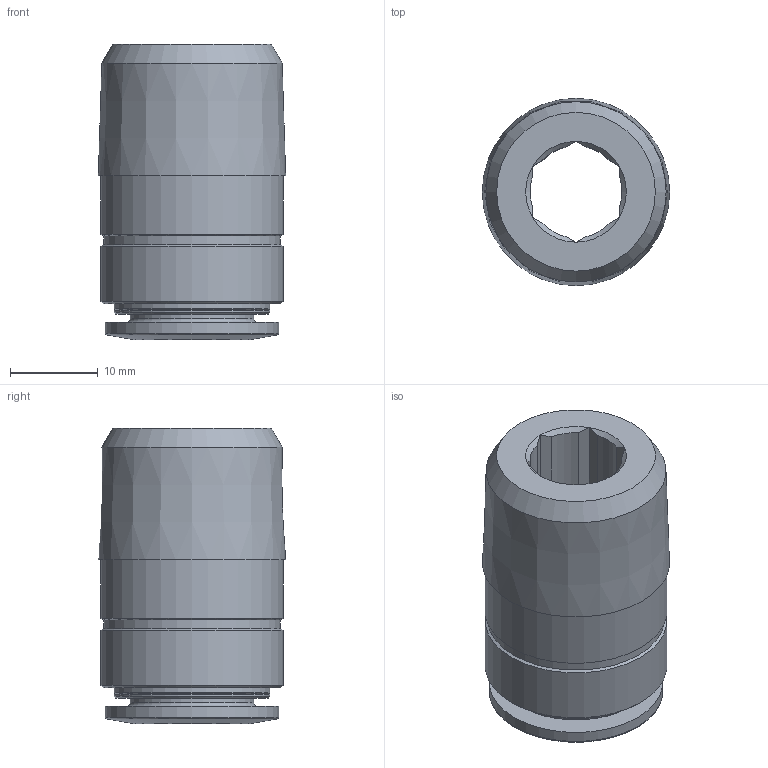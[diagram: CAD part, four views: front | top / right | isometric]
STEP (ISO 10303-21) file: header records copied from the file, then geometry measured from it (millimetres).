
FILE_DESCRIPTION(/* description */ ('STEP AP214'),/* implementation_level */ '2;1');
FILE_NAME(/* name */ '183748_QS-1_2-1_2-I-U-M',/* time_stamp */ '2024-09-14T05:32:51+02:00',/* author */ ('License CC BY-ND 4.0'),/* organization */ ('CADENAS'),/* preprocessor_version */ 'ST-DEVELOPER v19.3',/* originating_system */ 'PARTsolutions',/* authorisation */ ' ');
FILE_SCHEMA (('AUTOMOTIVE_DESIGN {1 0 10303 214 3 1 1}'));
Length unit declared in the file: millimetre
Products named in the file (1): 183748 QS-1/2-1/2-I-U-M
Bounding box: 21.38 x 21.38 x 33.7 mm (x, y, z)
Volume: 7132.1 mm3; surface area: 4166.8 mm2
Topology: 1 solids, 1 shells, 50 faces, 119 edges, 75 vertices
Faces by surface type: plane 18, cone 15, cylinder 14, torus 3
Full cylindrical faces by diameter (mm): 12.7 x1, 14.1 x1, 17.8 x2, 19.8 x1, 20.2 x1, 20.8 x2
Entity records: 1714 total; most frequent: CARTESIAN_POINT 257, DIRECTION 230, ORIENTED_EDGE 194, EDGE_CURVE 97, AXIS2_PLACEMENT_3D 94, EDGE_LOOP 76, FACE_BOUND 76, VERTEX_POINT 73
